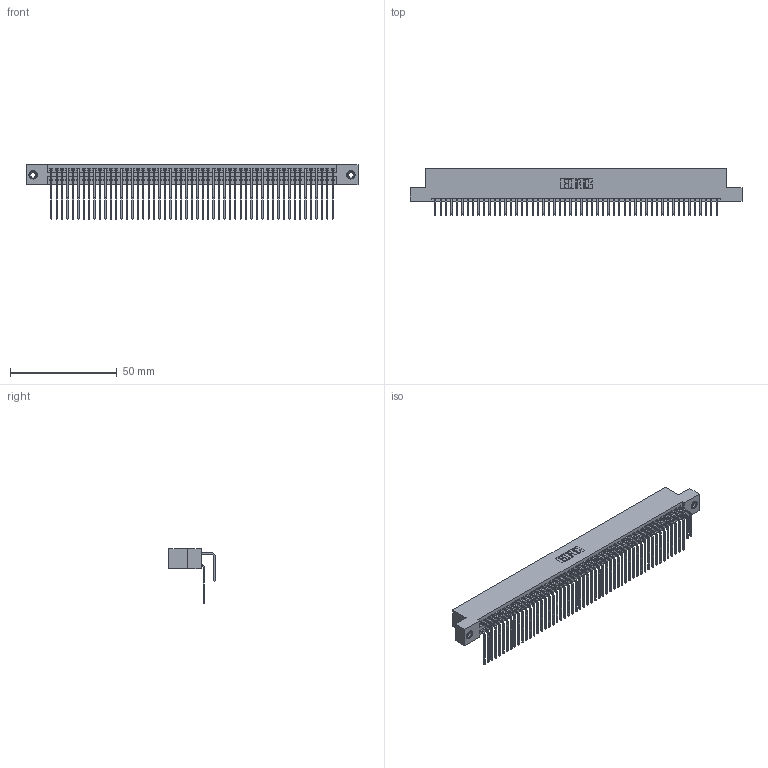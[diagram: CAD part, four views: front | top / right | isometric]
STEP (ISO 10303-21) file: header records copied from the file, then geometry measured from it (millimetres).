
FILE_DESCRIPTION (( 'STEP AP203' ), '1' );
FILE_NAME ('395-106-558-208.STEP', '2018-11-30T18:45:15', ( '' ), ( '' ), 'SwSTEP 2.0', 'SolidWorks 2016', '' );
FILE_SCHEMA (( 'CONFIG_CONTROL_DESIGN' ));
Length unit declared in the file: inch
Products named in the file (5): 395-106-558-208; 345-250-001_345-250-003-102; 345-292-001_558 Tail - 2; 345-292-001_558 559 Tail - 1; 345 Part_Flush Mounting Lugs - 0.156 Dia-TI
Assembly tree (109 placements, depth 2):
  395-106-558-208
    345 Part_Flush Mounting Lugs - 0.156 Dia-TI
    345-292-001_558 559 Tail - 1  x53
    345-292-001_558 Tail - 2  x53
    345-250-001_345-250-003-102  x2
Bounding box: 155.83 x 21.83 x 25.53 mm (x, y, z)
Volume: 15844.5 mm3; surface area: 26522.7 mm2
Topology: 109 solids, 109 shells, 5698 faces, 16907 edges, 11122 vertices
Faces by surface type: plane 3822, cylinder 1860, cone 12, torus 4
Entity records: 42942 total; most frequent: CARTESIAN_POINT 7214, ORIENTED_EDGE 7090, DIRECTION 6347, EDGE_CURVE 3545, LINE 3141, VECTOR 3141, VERTEX_POINT 2356, AXIS2_PLACEMENT_3D 1603
